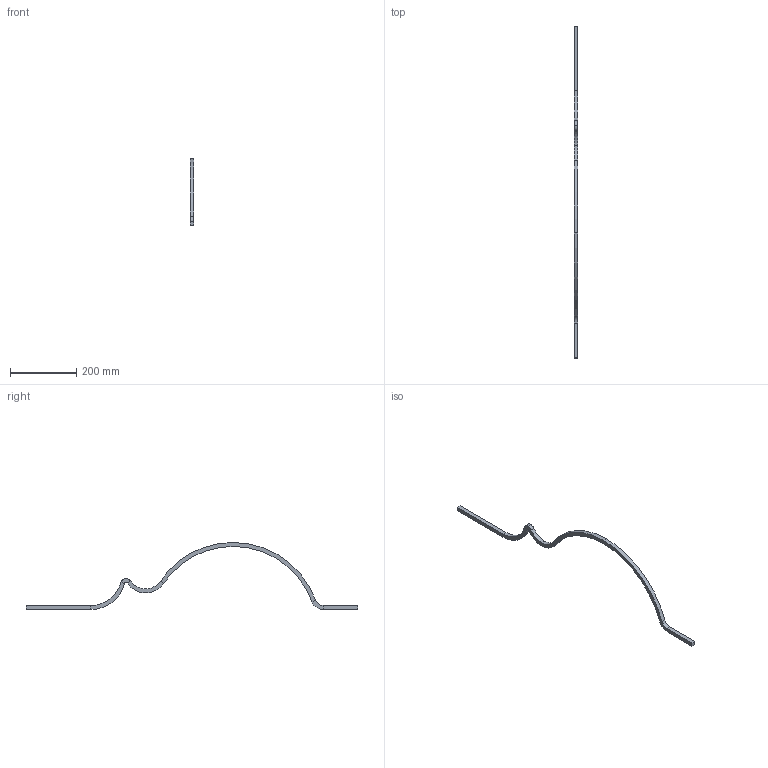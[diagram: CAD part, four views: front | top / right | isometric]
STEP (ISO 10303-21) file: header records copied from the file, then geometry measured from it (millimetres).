
FILE_DESCRIPTION (( 'STEP AP203' ), '1' );
FILE_NAME ('1731-G.step', '2019-09-06T08:04:47', ( '' ), ( '' ), 'SwSTEP 2.0', 'SolidWorks 2015', '' );
FILE_SCHEMA (( 'CONFIG_CONTROL_DESIGN' ));
Length unit declared in the file: millimetre
Products named in the file (1): 1731-G
Bounding box: 12 x 1000 x 202 mm (x, y, z)
Volume: 169549.7 mm3; surface area: 56811.1 mm2
Topology: 1 solids, 1 shells, 188 faces, 489 edges, 318 vertices
Faces by surface type: plane 110, bspline 62, cylinder 16
Entity records: 8714 total; most frequent: CARTESIAN_POINT 4434, ORIENTED_EDGE 978, DIRECTION 651, EDGE_CURVE 489, VECTOR 333, LINE 333, VERTEX_POINT 318, EDGE_LOOP 203
